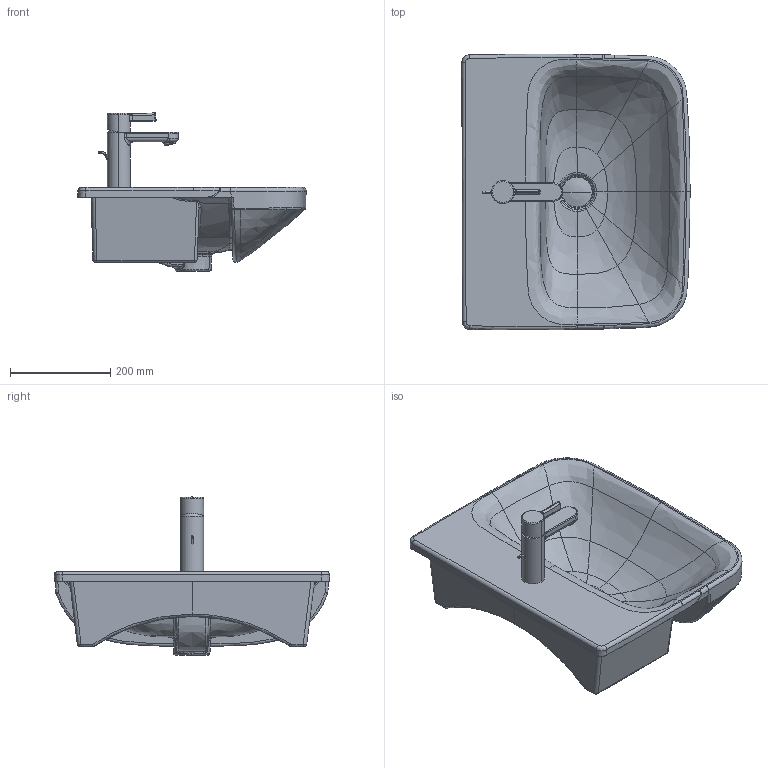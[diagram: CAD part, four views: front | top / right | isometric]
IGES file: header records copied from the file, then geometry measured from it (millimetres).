
Global section: file name: No Iges File Name specified; native system: Autodesk Inventor 2011; preprocessor: AutoDesk Inventor Iges Exporter R2011; author: Administrator; date: 20131010.085605; units: millimetre
Bounding box: 455.64 x 550.63 x 315.62 mm (x, y, z)
Volume: 9847809.4 mm3; surface area: 946022 mm2
Topology: 7 solids, 7 shells, 511 faces, 1256 edges, 761 vertices
Faces by surface type: bspline 259, plane 86, revolution 69, cylinder 65, torus 19, cone 7, sphere 6
